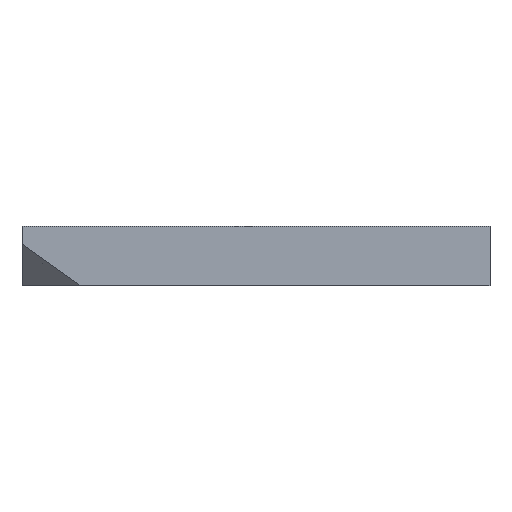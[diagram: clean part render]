
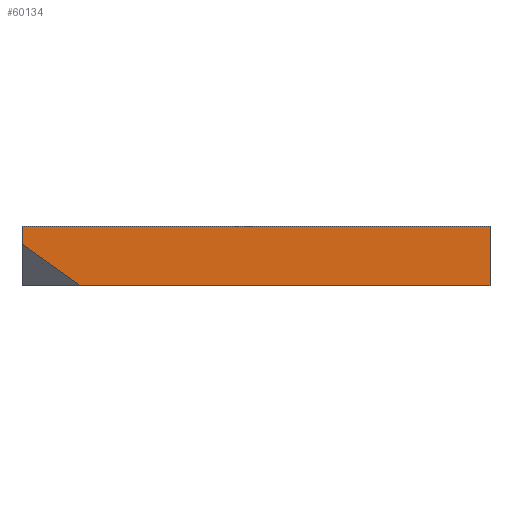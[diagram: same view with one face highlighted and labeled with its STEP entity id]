
A CAD part, left-side view. The second image highlights one B-rep face of the part: STEP entity #60134.
In plain terms, the highlighted planar face has unit normal (-1, 0, 0).
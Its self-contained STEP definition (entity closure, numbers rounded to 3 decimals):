
#370 = PLANE('',#371);
#371 = AXIS2_PLACEMENT_3D('',#372,#373,#374);
#372 = CARTESIAN_POINT('',(8.961,-11.381,
    0.));
#373 = DIRECTION('',(0.,-0.,-1.));
#374 = DIRECTION('',(-1.,0.,0.));
#1419 = EDGE_CURVE('',#1420,#1422,#1424,.T.);
#1420 = VERTEX_POINT('',#1421);
#1421 = CARTESIAN_POINT('',(-45.988,36.993,
    0.));
#1422 = VERTEX_POINT('',#1423);
#1423 = CARTESIAN_POINT('',(-45.988,-72.75,0.));
#1424 = SURFACE_CURVE('',#1425,(#1429,#1436),.PCURVE_S1.);
#1425 = LINE('',#1426,#1427);
#1426 = CARTESIAN_POINT('',(-45.988,36.993,
    0.));
#1427 = VECTOR('',#1428,1.);
#1428 = DIRECTION('',(0.,-1.,0.));
#1429 = PCURVE('',#370,#1430);
#1430 = DEFINITIONAL_REPRESENTATION('',(#1431),#1435);
#1431 = LINE('',#1432,#1433);
#1432 = CARTESIAN_POINT('',(54.949,48.374));
#1433 = VECTOR('',#1434,1.);
#1434 = DIRECTION('',(-0.,-1.));
#1435 = ( GEOMETRIC_REPRESENTATION_CONTEXT(2) 
PARAMETRIC_REPRESENTATION_CONTEXT() REPRESENTATION_CONTEXT('2D SPACE',''
  ) );
#1436 = PCURVE('',#1437,#1442);
#1437 = PLANE('',#1438);
#1438 = AXIS2_PLACEMENT_3D('',#1439,#1440,#1441);
#1439 = CARTESIAN_POINT('',(-45.988,-11.833,
    8.386));
#1440 = DIRECTION('',(-1.,0.,0.));
#1441 = DIRECTION('',(0.,0.,-1.));
#1442 = DEFINITIONAL_REPRESENTATION('',(#1443),#1447);
#1443 = LINE('',#1444,#1445);
#1444 = CARTESIAN_POINT('',(8.386,-48.826));
#1445 = VECTOR('',#1446,1.);
#1446 = DIRECTION('',(-0.,1.));
#1447 = ( GEOMETRIC_REPRESENTATION_CONTEXT(2) 
PARAMETRIC_REPRESENTATION_CONTEXT() REPRESENTATION_CONTEXT('2D SPACE',''
  ) );
#1465 = PLANE('',#1466);
#1466 = AXIS2_PLACEMENT_3D('',#1467,#1468,#1469);
#1467 = CARTESIAN_POINT('',(5.97,-72.75,4.364));
#1468 = DIRECTION('',(-0.,-1.,-0.));
#1469 = DIRECTION('',(0.,0.,1.));
#1549 = PLANE('',#1550);
#1550 = AXIS2_PLACEMENT_3D('',#1551,#1552,#1553);
#1551 = CARTESIAN_POINT('',(9.941,52.75,8.405));
#1552 = DIRECTION('',(0.,1.,0.));
#1553 = DIRECTION('',(0.,0.,-1.));
#1575 = PLANE('',#1576);
#1576 = AXIS2_PLACEMENT_3D('',#1577,#1578,#1579);
#1577 = CARTESIAN_POINT('',(-40.607,47.369,
    3.532));
#1578 = DIRECTION('',(-0.5,0.5,-0.707));
#1579 = DIRECTION('',(0.,0.816,0.577)
  );
#5698 = EDGE_CURVE('',#5699,#1420,#5701,.T.);
#5699 = VERTEX_POINT('',#5700);
#5700 = CARTESIAN_POINT('',(-45.988,52.75,11.143));
#5701 = SURFACE_CURVE('',#5702,(#5706,#5713),.PCURVE_S1.);
#5702 = LINE('',#5703,#5704);
#5703 = CARTESIAN_POINT('',(-45.988,52.75,11.143));
#5704 = VECTOR('',#5705,1.);
#5705 = DIRECTION('',(0.,-0.816,
    -0.577));
#5706 = PCURVE('',#1575,#5707);
#5707 = DEFINITIONAL_REPRESENTATION('',(#5708),#5712);
#5708 = LINE('',#5709,#5710);
#5709 = CARTESIAN_POINT('',(8.788,-6.214));
#5710 = VECTOR('',#5711,1.);
#5711 = DIRECTION('',(-1.,0.));
#5712 = ( GEOMETRIC_REPRESENTATION_CONTEXT(2) 
PARAMETRIC_REPRESENTATION_CONTEXT() REPRESENTATION_CONTEXT('2D SPACE',''
  ) );
#5713 = PCURVE('',#1437,#5714);
#5714 = DEFINITIONAL_REPRESENTATION('',(#5715),#5719);
#5715 = LINE('',#5716,#5717);
#5716 = CARTESIAN_POINT('',(-2.757,-64.583));
#5717 = VECTOR('',#5718,1.);
#5718 = DIRECTION('',(0.577,0.816));
#5719 = ( GEOMETRIC_REPRESENTATION_CONTEXT(2) 
PARAMETRIC_REPRESENTATION_CONTEXT() REPRESENTATION_CONTEXT('2D SPACE',''
  ) );
#5966 = EDGE_CURVE('',#1422,#5967,#5969,.T.);
#5967 = VERTEX_POINT('',#5968);
#5968 = CARTESIAN_POINT('',(-45.988,-72.75,16.001));
#5969 = SURFACE_CURVE('',#5970,(#5974,#5981),.PCURVE_S1.);
#5970 = LINE('',#5971,#5972);
#5971 = CARTESIAN_POINT('',(-45.988,-72.75,0.));
#5972 = VECTOR('',#5973,1.);
#5973 = DIRECTION('',(0.,0.,1.));
#5974 = PCURVE('',#1465,#5975);
#5975 = DEFINITIONAL_REPRESENTATION('',(#5976),#5980);
#5976 = LINE('',#5977,#5978);
#5977 = CARTESIAN_POINT('',(-4.364,51.958));
#5978 = VECTOR('',#5979,1.);
#5979 = DIRECTION('',(1.,-0.));
#5980 = ( GEOMETRIC_REPRESENTATION_CONTEXT(2) 
PARAMETRIC_REPRESENTATION_CONTEXT() REPRESENTATION_CONTEXT('2D SPACE',''
  ) );
#5981 = PCURVE('',#1437,#5982);
#5982 = DEFINITIONAL_REPRESENTATION('',(#5983),#5987);
#5983 = LINE('',#5984,#5985);
#5984 = CARTESIAN_POINT('',(8.386,60.917));
#5985 = VECTOR('',#5986,1.);
#5986 = DIRECTION('',(-1.,0.));
#5987 = ( GEOMETRIC_REPRESENTATION_CONTEXT(2) 
PARAMETRIC_REPRESENTATION_CONTEXT() REPRESENTATION_CONTEXT('2D SPACE',''
  ) );
#6005 = PLANE('',#6006);
#6006 = AXIS2_PLACEMENT_3D('',#6007,#6008,#6009);
#6007 = CARTESIAN_POINT('',(-21.092,14.825,
    16.001));
#6008 = DIRECTION('',(0.,0.,1.));
#6009 = DIRECTION('',(0.,-1.,0.));
#7252 = EDGE_CURVE('',#5699,#7253,#7255,.T.);
#7253 = VERTEX_POINT('',#7254);
#7254 = CARTESIAN_POINT('',(-45.988,52.75,16.001));
#7255 = SURFACE_CURVE('',#7256,(#7260,#7267),.PCURVE_S1.);
#7256 = LINE('',#7257,#7258);
#7257 = CARTESIAN_POINT('',(-45.988,52.75,11.143));
#7258 = VECTOR('',#7259,1.);
#7259 = DIRECTION('',(0.,0.,1.));
#7260 = PCURVE('',#1549,#7261);
#7261 = DEFINITIONAL_REPRESENTATION('',(#7262),#7266);
#7262 = LINE('',#7263,#7264);
#7263 = CARTESIAN_POINT('',(-2.738,55.929));
#7264 = VECTOR('',#7265,1.);
#7265 = DIRECTION('',(-1.,0.));
#7266 = ( GEOMETRIC_REPRESENTATION_CONTEXT(2) 
PARAMETRIC_REPRESENTATION_CONTEXT() REPRESENTATION_CONTEXT('2D SPACE',''
  ) );
#7267 = PCURVE('',#1437,#7268);
#7268 = DEFINITIONAL_REPRESENTATION('',(#7269),#7273);
#7269 = LINE('',#7270,#7271);
#7270 = CARTESIAN_POINT('',(-2.757,-64.583));
#7271 = VECTOR('',#7272,1.);
#7272 = DIRECTION('',(-1.,0.));
#7273 = ( GEOMETRIC_REPRESENTATION_CONTEXT(2) 
PARAMETRIC_REPRESENTATION_CONTEXT() REPRESENTATION_CONTEXT('2D SPACE',''
  ) );
#23652 = EDGE_CURVE('',#5967,#7253,#23653,.T.);
#23653 = SURFACE_CURVE('',#23654,(#23658,#23665),.PCURVE_S1.);
#23654 = LINE('',#23655,#23656);
#23655 = CARTESIAN_POINT('',(-45.988,-72.75,16.001));
#23656 = VECTOR('',#23657,1.);
#23657 = DIRECTION('',(0.,1.,0.));
#23658 = PCURVE('',#6005,#23659);
#23659 = DEFINITIONAL_REPRESENTATION('',(#23660),#23664);
#23660 = LINE('',#23661,#23662);
#23661 = CARTESIAN_POINT('',(87.575,-24.896));
#23662 = VECTOR('',#23663,1.);
#23663 = DIRECTION('',(-1.,0.));
#23664 = ( GEOMETRIC_REPRESENTATION_CONTEXT(2) 
PARAMETRIC_REPRESENTATION_CONTEXT() REPRESENTATION_CONTEXT('2D SPACE',''
  ) );
#23665 = PCURVE('',#1437,#23666);
#23666 = DEFINITIONAL_REPRESENTATION('',(#23667),#23671);
#23667 = LINE('',#23668,#23669);
#23668 = CARTESIAN_POINT('',(-7.615,60.917));
#23669 = VECTOR('',#23670,1.);
#23670 = DIRECTION('',(-0.,-1.));
#23671 = ( GEOMETRIC_REPRESENTATION_CONTEXT(2) 
PARAMETRIC_REPRESENTATION_CONTEXT() REPRESENTATION_CONTEXT('2D SPACE',''
  ) );
#60134 = ADVANCED_FACE('',(#60135),#1437,.T.);
#60135 = FACE_BOUND('',#60136,.F.);
#60136 = EDGE_LOOP('',(#60137,#60138,#60139,#60140,#60141));
#60137 = ORIENTED_EDGE('',*,*,#5698,.F.);
#60138 = ORIENTED_EDGE('',*,*,#7252,.T.);
#60139 = ORIENTED_EDGE('',*,*,#23652,.F.);
#60140 = ORIENTED_EDGE('',*,*,#5966,.F.);
#60141 = ORIENTED_EDGE('',*,*,#1419,.F.);
